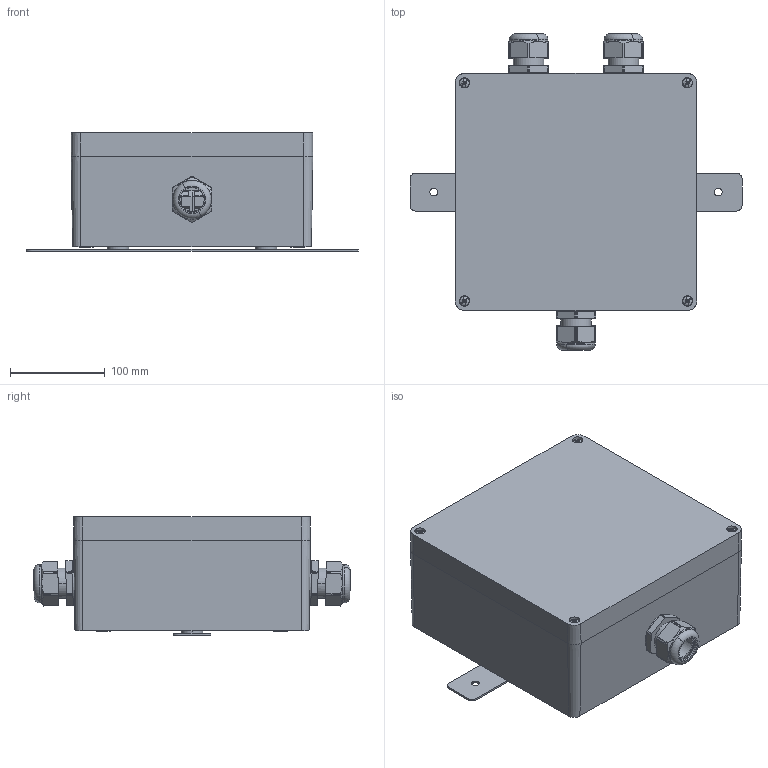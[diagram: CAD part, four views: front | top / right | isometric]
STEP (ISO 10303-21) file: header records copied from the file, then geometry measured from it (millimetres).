
FILE_DESCRIPTION(('CATIA V5 STEP Exchange','CAx-IF Rec.Pracs.--- Model Styling and Organization---1.5--- 2016-08-15','CAx-IF Rec.Pracs.---Supplemental Geometry---1.0---2011-11-01','CAx-IF Rec.Pracs.--- Composite Materials ---1.1---2010-07-15'),'2;1');
FILE_NAME ('1208374-8_1', '2025-09-19T08:57:12+00:00', ('none'), ('Weidmueller'), 'CATIA Version 5-6 Release 2024 SP4', 'CATIA V5 STEP AP214 v3', 'none');
FILE_SCHEMA(('AUTOMOTIVE_DESIGN { 1 0 10303 214 1 1 1 1 }'));
Products named in the file (1): 8000054730_einzeln
Bounding box: 350 x 333.92 x 125 mm (x, y, z)
Volume: 1819954.5 mm3; surface area: 719008.4 mm2
Topology: 77 solids, 77 shells, 3283 faces, 8622 edges, 5516 vertices
Faces by surface type: plane 1881, cylinder 886, cone 374, torus 94, sphere 48
Entity records: 100503 total; most frequent: CARTESIAN_POINT 25956, ORIENTED_EDGE 17116, DIRECTION 12051, EDGE_CURVE 8558, VERTEX_POINT 5516, VECTOR 5469, LINE 5469, AXIS2_PLACEMENT_3D 4225
